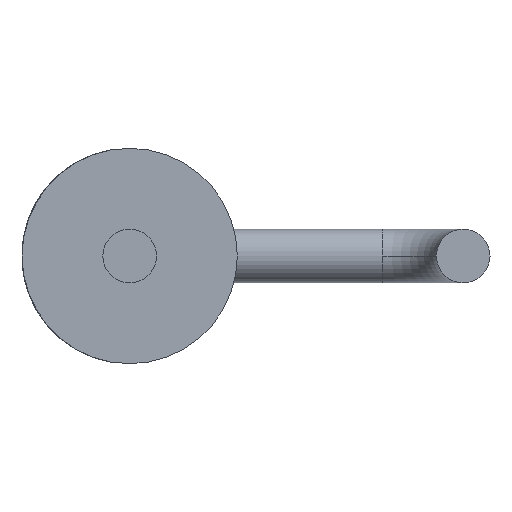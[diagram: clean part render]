
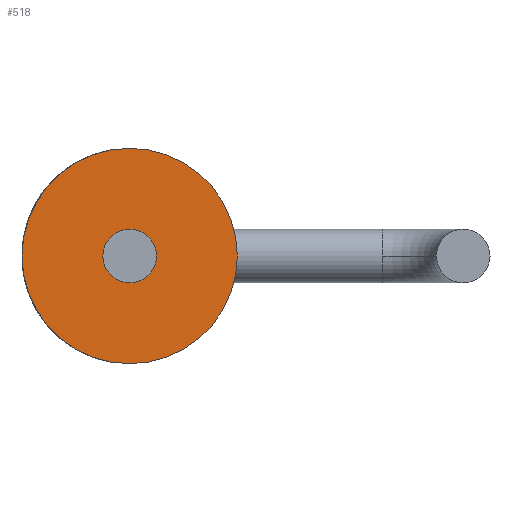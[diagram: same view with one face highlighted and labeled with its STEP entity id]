
A CAD part, front view. The second image highlights one B-rep face of the part: STEP entity #518.
In plain terms, the highlighted planar face has unit normal (0, -1, 0).
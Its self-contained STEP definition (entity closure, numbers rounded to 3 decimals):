
#373 = DIRECTION ( 'NONE',  ( 0., 1., 0. ) ) ;
#489 = AXIS2_PLACEMENT_3D ( 'NONE', #613, #4433, #4477 ) ;
#514 = FACE_BOUND ( 'NONE', #2279, .T. ) ;
#518 = ADVANCED_FACE ( 'NONE', ( #514, #1155 ), #3936, .F. ) ;
#576 = CARTESIAN_POINT ( 'NONE',  ( 0.51, 1., 0. ) ) ;
#613 = CARTESIAN_POINT ( 'NONE',  ( 0., 1., 0. ) ) ;
#918 = DIRECTION ( 'NONE',  ( 0., 1., 0. ) ) ;
#953 = DIRECTION ( 'NONE',  ( 0., 0., 1. ) ) ;
#956 = ORIENTED_EDGE ( 'NONE', *, *, #4113, .F. ) ;
#1033 = VERTEX_POINT ( 'NONE', #2484 ) ;
#1035 = EDGE_CURVE ( 'NONE', #1328, #1410, #3205, .T. ) ;
#1056 = CARTESIAN_POINT ( 'NONE',  ( 0., 1., 2.05 ) ) ;
#1155 = FACE_OUTER_BOUND ( 'NONE', #2300, .T. ) ;
#1328 = VERTEX_POINT ( 'NONE', #1056 ) ;
#1410 = VERTEX_POINT ( 'NONE', #3141 ) ;
#1946 = AXIS2_PLACEMENT_3D ( 'NONE', #4067, #918, #3383 ) ;
#2255 = DIRECTION ( 'NONE',  ( 0., -1., 0. ) ) ;
#2279 = EDGE_LOOP ( 'NONE', ( #3853, #956 ) ) ;
#2300 = EDGE_LOOP ( 'NONE', ( #4094, #4181 ) ) ;
#2310 = AXIS2_PLACEMENT_3D ( 'NONE', #3861, #373, #3549 ) ;
#2484 = CARTESIAN_POINT ( 'NONE',  ( -0.51, 1., 0. ) ) ;
#2614 = DIRECTION ( 'NONE',  ( 0., 1., 0. ) ) ;
#2848 = CARTESIAN_POINT ( 'NONE',  ( 0., 1., 0. ) ) ;
#2983 = VERTEX_POINT ( 'NONE', #576 ) ;
#3040 = EDGE_CURVE ( 'NONE', #1410, #1328, #3484, .T. ) ;
#3141 = CARTESIAN_POINT ( 'NONE',  ( 0., 1., -2.05 ) ) ;
#3170 = CIRCLE ( 'NONE', #3981, 0.51 ) ;
#3205 = CIRCLE ( 'NONE', #2310, 2.05 ) ;
#3383 = DIRECTION ( 'NONE',  ( 0., 0., 1. ) ) ;
#3484 = CIRCLE ( 'NONE', #1946, 2.05 ) ;
#3549 = DIRECTION ( 'NONE',  ( 0., 0., 1. ) ) ;
#3593 = EDGE_CURVE ( 'NONE', #2983, #1033, #4161, .T. ) ;
#3677 = DIRECTION ( 'NONE',  ( 0., 0., 1. ) ) ;
#3853 = ORIENTED_EDGE ( 'NONE', *, *, #3593, .F. ) ;
#3861 = CARTESIAN_POINT ( 'NONE',  ( 0., 1., 0. ) ) ;
#3936 = PLANE ( 'NONE',  #4510 ) ;
#3981 = AXIS2_PLACEMENT_3D ( 'NONE', #4012, #2255, #3677 ) ;
#4012 = CARTESIAN_POINT ( 'NONE',  ( 0., 1., 0. ) ) ;
#4067 = CARTESIAN_POINT ( 'NONE',  ( 0., 1., 0. ) ) ;
#4094 = ORIENTED_EDGE ( 'NONE', *, *, #3040, .F. ) ;
#4113 = EDGE_CURVE ( 'NONE', #1033, #2983, #3170, .T. ) ;
#4161 = CIRCLE ( 'NONE', #489, 0.51 ) ;
#4181 = ORIENTED_EDGE ( 'NONE', *, *, #1035, .F. ) ;
#4433 = DIRECTION ( 'NONE',  ( 0., -1., 0. ) ) ;
#4477 = DIRECTION ( 'NONE',  ( 0., 0., 1. ) ) ;
#4510 = AXIS2_PLACEMENT_3D ( 'NONE', #2848, #2614, #953 ) ;
